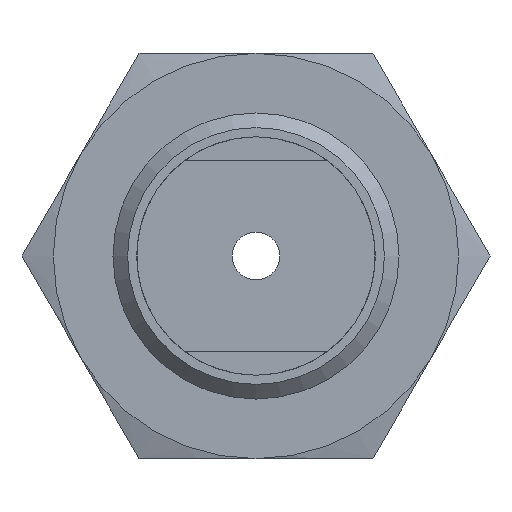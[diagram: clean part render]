
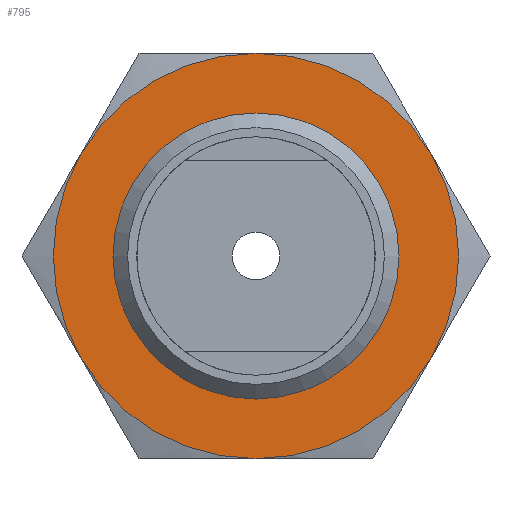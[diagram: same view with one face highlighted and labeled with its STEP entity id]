
A CAD part, left-side view. The second image highlights one B-rep face of the part: STEP entity #795.
In plain terms, the highlighted planar face has unit normal (-1, 0, 0).
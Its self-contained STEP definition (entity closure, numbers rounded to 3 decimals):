
#178=ORIENTED_EDGE('',*,*,#388,.F.);
#179=ORIENTED_EDGE('',*,*,#390,.F.);
#180=ORIENTED_EDGE('',*,*,#393,.F.);
#181=ORIENTED_EDGE('',*,*,#399,.F.);
#182=ORIENTED_EDGE('',*,*,#383,.F.);
#183=ORIENTED_EDGE('',*,*,#384,.F.);
#184=ORIENTED_EDGE('',*,*,#396,.T.);
#383=EDGE_CURVE('',#494,#492,#561,.T.);
#384=EDGE_CURVE('',#495,#494,#562,.T.);
#388=EDGE_CURVE('',#498,#495,#563,.T.);
#390=EDGE_CURVE('',#499,#498,#564,.T.);
#393=EDGE_CURVE('',#501,#499,#565,.T.);
#396=EDGE_CURVE('',#503,#503,#566,.T.);
#399=EDGE_CURVE('',#492,#501,#569,.T.);
#492=VERTEX_POINT('',#1225);
#494=VERTEX_POINT('',#1231);
#495=VERTEX_POINT('',#1235);
#498=VERTEX_POINT('',#1251);
#499=VERTEX_POINT('',#1259);
#501=VERTEX_POINT('',#1271);
#503=VERTEX_POINT('',#1283);
#561=CIRCLE('',#867,8.5);
#562=CIRCLE('',#869,8.5);
#563=CIRCLE('',#871,8.5);
#564=CIRCLE('',#873,8.5);
#565=CIRCLE('',#875,8.5);
#566=CIRCLE('',#877,6.);
#569=CIRCLE('',#883,8.5);
#615=EDGE_LOOP('',(#178,#179,#180,#181,#182,#183));
#616=EDGE_LOOP('',(#184));
#695=FACE_BOUND('',#615,.T.);
#696=FACE_BOUND('',#616,.T.);
#762=PLANE('',#882);
#795=ADVANCED_FACE('',(#695,#696),#762,.F.);
#867=AXIS2_PLACEMENT_3D('',#1232,#989,#990);
#869=AXIS2_PLACEMENT_3D('',#1234,#993,#994);
#871=AXIS2_PLACEMENT_3D('',#1252,#997,#998);
#873=AXIS2_PLACEMENT_3D('',#1258,#1001,#1002);
#875=AXIS2_PLACEMENT_3D('',#1270,#1005,#1006);
#877=AXIS2_PLACEMENT_3D('',#1282,#1009,#1010);
#882=AXIS2_PLACEMENT_3D('',#1290,#1019,#1020);
#883=AXIS2_PLACEMENT_3D('',#1291,#1021,#1022);
#989=DIRECTION('',(1.,0.,0.));
#990=DIRECTION('',(0.,0.,-1.));
#993=DIRECTION('',(1.,0.,0.));
#994=DIRECTION('',(0.,0.,-1.));
#997=DIRECTION('',(1.,0.,0.));
#998=DIRECTION('',(0.,0.,-1.));
#1001=DIRECTION('',(1.,0.,0.));
#1002=DIRECTION('',(0.,0.,-1.));
#1005=DIRECTION('',(1.,0.,0.));
#1006=DIRECTION('',(0.,0.,-1.));
#1009=DIRECTION('',(1.,0.,0.));
#1010=DIRECTION('',(0.,0.,-1.));
#1019=DIRECTION('',(1.,0.,0.));
#1020=DIRECTION('',(0.,0.,-1.));
#1021=DIRECTION('',(1.,0.,0.));
#1022=DIRECTION('',(0.,0.,-1.));
#1225=CARTESIAN_POINT('',(10.,-7.361,4.25));
#1231=CARTESIAN_POINT('',(10.,0.,8.5));
#1232=CARTESIAN_POINT('',(10.,0.,0.));
#1234=CARTESIAN_POINT('',(10.,0.,0.));
#1235=CARTESIAN_POINT('',(10.,7.361,4.25));
#1251=CARTESIAN_POINT('',(10.,7.361,-4.25));
#1252=CARTESIAN_POINT('',(10.,0.,0.));
#1258=CARTESIAN_POINT('',(10.,0.,0.));
#1259=CARTESIAN_POINT('',(10.,0.,-8.5));
#1270=CARTESIAN_POINT('',(10.,0.,0.));
#1271=CARTESIAN_POINT('',(10.,-7.361,-4.25));
#1282=CARTESIAN_POINT('',(10.,0.,0.));
#1283=CARTESIAN_POINT('',(10.,0.,-6.));
#1290=CARTESIAN_POINT('',(10.,0.,0.));
#1291=CARTESIAN_POINT('',(10.,0.,0.));
